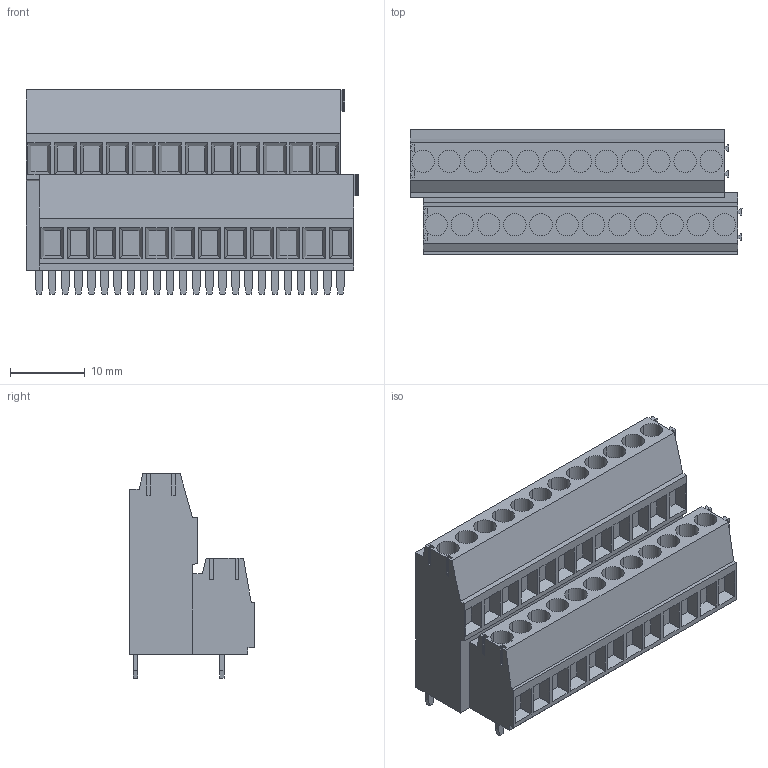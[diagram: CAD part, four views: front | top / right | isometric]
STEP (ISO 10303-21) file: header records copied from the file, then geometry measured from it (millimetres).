
FILE_DESCRIPTION(('CATIA V5 STEP Exchange','CAx-IF Rec.Pracs.--- Model Styling and Organization---1.2---2011-12-15'),'2;1');
FILE_NAME ('D1454727_0_1703800000_1703800000.stp','2018-09-07T15:19:48+00:00',('none'),('Weidmueller'),'CATIA Version 5-6 Release 2014','CATIA V5 STEP AP214','none');
FILE_SCHEMA(('AUTOMOTIVE_DESIGN { 1 0 10303 214 1 1 1 1 }'));
Length unit declared in the file: millimetre
Products named in the file (1): 1703800000
Bounding box: 44.35 x 16.75 x 27.3 mm (x, y, z)
Volume: 11628 mm3; surface area: 5490.4 mm2
Topology: 25 solids, 25 shells, 475 faces, 1122 edges, 745 vertices
Faces by surface type: plane 427, cylinder 48
Entity records: 12323 total; most frequent: CARTESIAN_POINT 2253, ORIENTED_EDGE 2244, DIRECTION 1604, EDGE_CURVE 1122, VECTOR 930, LINE 930, VERTEX_POINT 745, EDGE_LOOP 523
